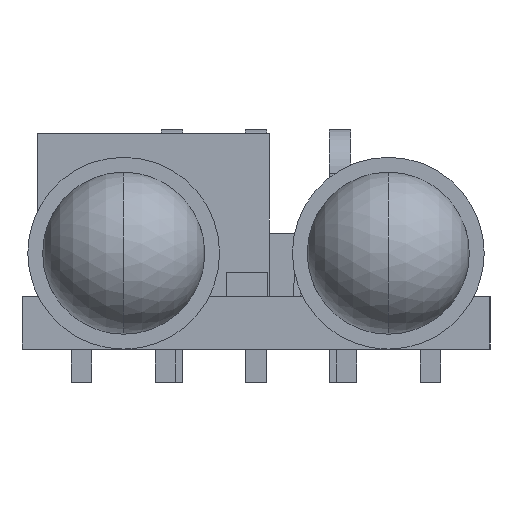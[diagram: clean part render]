
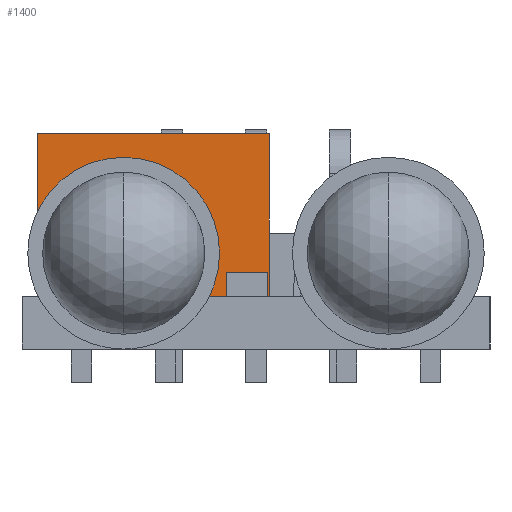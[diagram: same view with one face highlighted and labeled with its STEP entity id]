
A CAD part, left-side view. The second image highlights one B-rep face of the part: STEP entity #1400.
In plain terms, the highlighted planar face has unit normal (-1, 0, 0).
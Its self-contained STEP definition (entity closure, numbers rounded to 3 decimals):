
#209 = LINE ( 'NONE', #4823, #3110 ) ;
#484 = VECTOR ( 'NONE', #12631, 1000. ) ;
#549 = DIRECTION ( 'NONE',  ( 1., 0., 0. ) ) ;
#798 = CARTESIAN_POINT ( 'NONE',  ( -12.33, 6.605, 0. ) ) ;
#971 = CARTESIAN_POINT ( 'NONE',  ( -12.33, 6.605, 4.91 ) ) ;
#1400 = ADVANCED_FACE ( 'NONE', ( #12651 ), #9362, .F. ) ;
#1899 = ORIENTED_EDGE ( 'NONE', *, *, #11870, .F. ) ;
#1908 = CARTESIAN_POINT ( 'NONE',  ( -12.33, -0.405, 4.91 ) ) ;
#2725 = ORIENTED_EDGE ( 'NONE', *, *, #3607, .T. ) ;
#2749 = DIRECTION ( 'NONE',  ( 0., 0., -1. ) ) ;
#3081 = LINE ( 'NONE', #798, #4749 ) ;
#3110 = VECTOR ( 'NONE', #2749, 1000. ) ;
#3544 = CARTESIAN_POINT ( 'NONE',  ( -12.33, 6.605, 0. ) ) ;
#3607 = EDGE_CURVE ( 'NONE', #11986, #4921, #3081, .T. ) ;
#4191 = EDGE_CURVE ( 'NONE', #4429, #9430, #8317, .T. ) ;
#4224 = EDGE_CURVE ( 'NONE', #4429, #11986, #209, .T. ) ;
#4429 = VERTEX_POINT ( 'NONE', #8750 ) ;
#4639 = EDGE_LOOP ( 'NONE', ( #2725, #1899, #10352, #11842 ) ) ;
#4749 = VECTOR ( 'NONE', #5640, 1000. ) ;
#4823 = CARTESIAN_POINT ( 'NONE',  ( -12.33, 6.605, 4.91 ) ) ;
#4851 = CARTESIAN_POINT ( 'NONE',  ( -12.33, -0.405, 4.91 ) ) ;
#4921 = VERTEX_POINT ( 'NONE', #11895 ) ;
#5640 = DIRECTION ( 'NONE',  ( 0., -1., 0. ) ) ;
#6400 = DIRECTION ( 'NONE',  ( 0., 0., -1. ) ) ;
#7966 = LINE ( 'NONE', #1908, #484 ) ;
#8317 = LINE ( 'NONE', #971, #10616 ) ;
#8750 = CARTESIAN_POINT ( 'NONE',  ( -12.33, 6.605, 4.91 ) ) ;
#9362 = PLANE ( 'NONE',  #11392 ) ;
#9430 = VERTEX_POINT ( 'NONE', #4851 ) ;
#10352 = ORIENTED_EDGE ( 'NONE', *, *, #4191, .F. ) ;
#10616 = VECTOR ( 'NONE', #12661, 1000. ) ;
#11346 = CARTESIAN_POINT ( 'NONE',  ( -12.33, 6.605, 4.91 ) ) ;
#11392 = AXIS2_PLACEMENT_3D ( 'NONE', #11346, #549, #6400 ) ;
#11842 = ORIENTED_EDGE ( 'NONE', *, *, #4224, .T. ) ;
#11870 = EDGE_CURVE ( 'NONE', #9430, #4921, #7966, .T. ) ;
#11895 = CARTESIAN_POINT ( 'NONE',  ( -12.33, -0.405, 0. ) ) ;
#11986 = VERTEX_POINT ( 'NONE', #3544 ) ;
#12631 = DIRECTION ( 'NONE',  ( 0., 0., -1. ) ) ;
#12651 = FACE_OUTER_BOUND ( 'NONE', #4639, .T. ) ;
#12661 = DIRECTION ( 'NONE',  ( 0., -1., 0. ) ) ;
